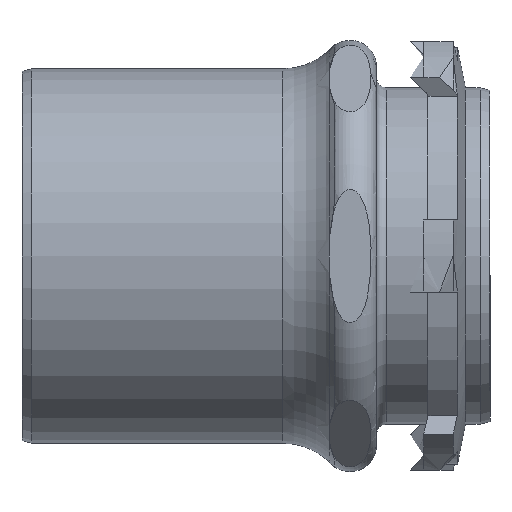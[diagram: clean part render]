
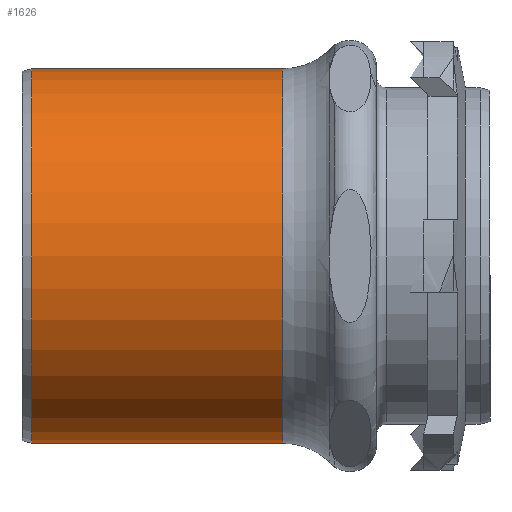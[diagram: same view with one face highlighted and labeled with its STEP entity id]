
A CAD part, front view. The second image highlights one B-rep face of the part: STEP entity #1626.
In plain terms, the highlighted cylindrical face has radius 17.8 mm (diameter 35.6 mm), a full revolution.
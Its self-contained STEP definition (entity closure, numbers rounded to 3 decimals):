
#33=CYLINDRICAL_SURFACE('',#1774,17.8);
#128=B_SPLINE_CURVE_WITH_KNOTS('',3,(#3499,#3500,#3501,#3502,#3503,#3504,
#3505,#3506,#3507,#3508,#3509,#3510,#3511,#3512,#3513,#3514,#3515),
 .UNSPECIFIED.,.T.,.F.,(4,1,1,1,1,1,1,1,1,1,1,1,1,1,4),(-2.055,
-1.908,-1.761,-1.614,-1.468,
-1.321,-1.174,-1.076,-0.881,
-0.783,-0.587,-0.44,-0.294,
-0.147,0.),.UNSPECIFIED.);
#204=LINE('',#3494,#249);
#249=VECTOR('',#2073,17.8);
#365=FACE_BOUND('',#524,.T.);
#430=FACE_OUTER_BOUND('',#523,.T.);
#523=EDGE_LOOP('',(#1398,#1399,#1400,#1401,#1402,#1403));
#524=EDGE_LOOP('',(#1404));
#615=CIRCLE('',#1775,17.8);
#616=CIRCLE('',#1776,17.8);
#617=CIRCLE('',#1777,17.8);
#618=CIRCLE('',#1778,17.8);
#768=VERTEX_POINT('',#3489);
#769=VERTEX_POINT('',#3490);
#770=VERTEX_POINT('',#3493);
#771=VERTEX_POINT('',#3495);
#772=VERTEX_POINT('',#3498);
#987=EDGE_CURVE('',#768,#769,#615,.T.);
#988=EDGE_CURVE('',#769,#768,#616,.T.);
#989=EDGE_CURVE('',#769,#770,#204,.T.);
#990=EDGE_CURVE('',#770,#771,#617,.T.);
#991=EDGE_CURVE('',#771,#770,#618,.T.);
#992=EDGE_CURVE('',#772,#772,#128,.T.);
#1398=ORIENTED_EDGE('',*,*,#987,.F.);
#1399=ORIENTED_EDGE('',*,*,#988,.F.);
#1400=ORIENTED_EDGE('',*,*,#989,.T.);
#1401=ORIENTED_EDGE('',*,*,#990,.T.);
#1402=ORIENTED_EDGE('',*,*,#991,.T.);
#1403=ORIENTED_EDGE('',*,*,#989,.F.);
#1404=ORIENTED_EDGE('',*,*,#992,.F.);
#1626=ADVANCED_FACE('',(#430,#365),#33,.T.);
#1774=AXIS2_PLACEMENT_3D('',#3488,#2067,#2068);
#1775=AXIS2_PLACEMENT_3D('',#3491,#2069,#2070);
#1776=AXIS2_PLACEMENT_3D('',#3492,#2071,#2072);
#1777=AXIS2_PLACEMENT_3D('',#3496,#2074,#2075);
#1778=AXIS2_PLACEMENT_3D('',#3497,#2076,#2077);
#2067=DIRECTION('center_axis',(-1.,0.,0.));
#2068=DIRECTION('ref_axis',(0.,1.,0.));
#2069=DIRECTION('center_axis',(-1.,0.,0.));
#2070=DIRECTION('ref_axis',(0.,-1.,0.));
#2071=DIRECTION('center_axis',(-1.,0.,0.));
#2072=DIRECTION('ref_axis',(0.,-1.,0.));
#2073=DIRECTION('',(1.,0.,0.));
#2074=DIRECTION('center_axis',(-1.,0.,0.));
#2075=DIRECTION('ref_axis',(0.,0.,
1.));
#2076=DIRECTION('center_axis',(-1.,0.,0.));
#2077=DIRECTION('ref_axis',(0.,0.,
1.));
#3488=CARTESIAN_POINT('Origin',(-21.3,0.,0.));
#3489=CARTESIAN_POINT('',(-32.767,17.8,0.));
#3490=CARTESIAN_POINT('',(-32.767,-17.8,0.));
#3491=CARTESIAN_POINT('Origin',(-32.767,0.,
0.));
#3492=CARTESIAN_POINT('Origin',(-32.767,0.,
0.));
#3493=CARTESIAN_POINT('',(-8.9,-17.8,0.));
#3494=CARTESIAN_POINT('',(-21.3,-17.8,0.));
#3495=CARTESIAN_POINT('',(-8.9,0.,-17.8));
#3496=CARTESIAN_POINT('Origin',(-8.9,0.,0.));
#3497=CARTESIAN_POINT('Origin',(-8.9,0.,0.));
#3498=CARTESIAN_POINT('',(-21.,17.306,4.166));
#3499=CARTESIAN_POINT('Ctrl Pts',(-21.,17.306,4.166));
#3500=CARTESIAN_POINT('Ctrl Pts',(-20.339,17.306,4.166));
#3501=CARTESIAN_POINT('Ctrl Pts',(-19.02,17.378,3.878));
#3502=CARTESIAN_POINT('Ctrl Pts',(-17.445,17.618,2.688));
#3503=CARTESIAN_POINT('Ctrl Pts',(-16.564,17.807,0.964));
#3504=CARTESIAN_POINT('Ctrl Pts',(-16.563,17.808,-0.964));
#3505=CARTESIAN_POINT('Ctrl Pts',(-17.446,17.617,-2.688));
#3506=CARTESIAN_POINT('Ctrl Pts',(-18.845,17.406,-3.745));
#3507=CARTESIAN_POINT('Ctrl Pts',(-20.757,17.27,-4.309));
#3508=CARTESIAN_POINT('Ctrl Pts',(-22.577,17.339,-4.047));
#3509=CARTESIAN_POINT('Ctrl Pts',(-24.404,17.586,-2.863));
#3510=CARTESIAN_POINT('Ctrl Pts',(-25.438,17.808,-1.181));
#3511=CARTESIAN_POINT('Ctrl Pts',(-25.435,17.807,0.965));
#3512=CARTESIAN_POINT('Ctrl Pts',(-24.555,17.617,2.687));
#3513=CARTESIAN_POINT('Ctrl Pts',(-22.98,17.378,3.879));
#3514=CARTESIAN_POINT('Ctrl Pts',(-21.661,17.306,4.166));
#3515=CARTESIAN_POINT('Ctrl Pts',(-21.,17.306,4.166));
